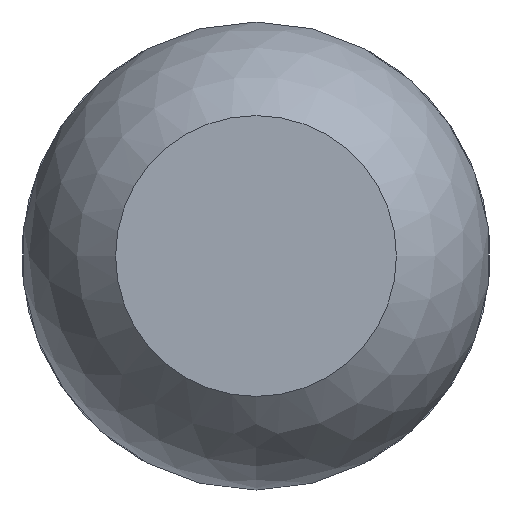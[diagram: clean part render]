
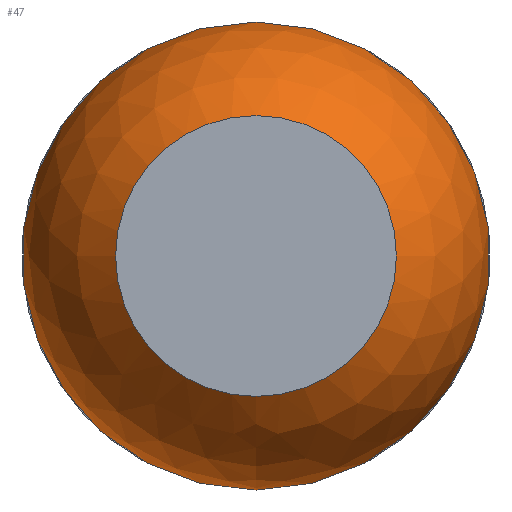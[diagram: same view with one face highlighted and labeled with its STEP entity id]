
A CAD part, left-side view. The second image highlights one B-rep face of the part: STEP entity #47.
In plain terms, the highlighted spherical face has radius 4 mm.
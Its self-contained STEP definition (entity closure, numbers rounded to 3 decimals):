
#47 = ADVANCED_FACE( '', ( #95, #96 ), #97, .T. );
#95 = FACE_OUTER_BOUND( '', #141, .T. );
#96 = FACE_OUTER_BOUND( '', #142, .T. );
#97 = SPHERICAL_SURFACE( '', #143, 4. );
#141 = EDGE_LOOP( '', ( #199 ) );
#142 = EDGE_LOOP( '', ( #200 ) );
#143 = AXIS2_PLACEMENT_3D( '', #201, #202, #203 );
#199 = ORIENTED_EDGE( '', *, *, #248, .T. );
#200 = ORIENTED_EDGE( '', *, *, #256, .F. );
#201 = CARTESIAN_POINT( '', ( 0., 0., 0. ) );
#202 = DIRECTION( '', ( 1., 0., 0. ) );
#203 = DIRECTION( '', ( 0., 1., 0. ) );
#248 = EDGE_CURVE( '', #283, #283, #284, .T. );
#256 = EDGE_CURVE( '', #294, #294, #295, .T. );
#283 = VERTEX_POINT( '', #329 );
#284 = CIRCLE( '', #330, 2.4 );
#294 = VERTEX_POINT( '', #340 );
#295 = CIRCLE( '', #341, 1.744 );
#329 = CARTESIAN_POINT( '', ( -3.2, 0., -2.4 ) );
#330 = AXIS2_PLACEMENT_3D( '', #368, #369, #370 );
#340 = CARTESIAN_POINT( '', ( 3.6, 0., -1.744 ) );
#341 = AXIS2_PLACEMENT_3D( '', #380, #381, #382 );
#368 = CARTESIAN_POINT( '', ( -3.2, 0., 0. ) );
#369 = DIRECTION( '', ( 1., 0., 0. ) );
#370 = DIRECTION( '', ( 0., 0., -1. ) );
#380 = CARTESIAN_POINT( '', ( 3.6, 0., 0. ) );
#381 = DIRECTION( '', ( 1., 0., 0. ) );
#382 = DIRECTION( '', ( 0., 0., -1. ) );
